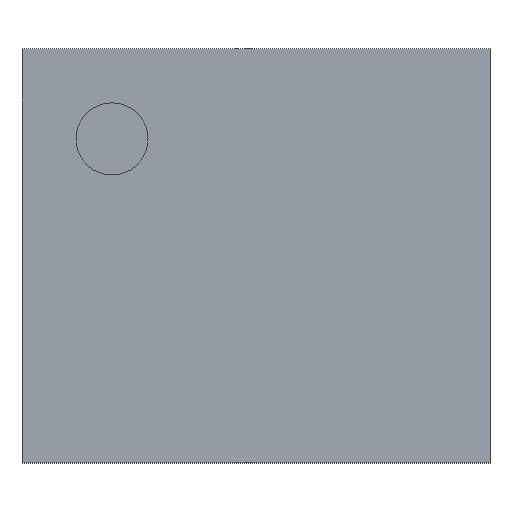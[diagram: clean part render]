
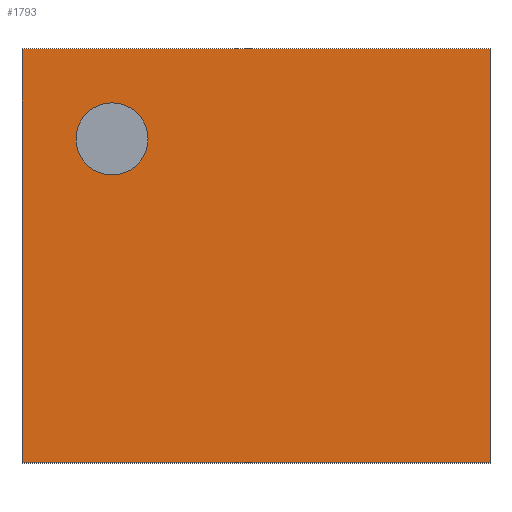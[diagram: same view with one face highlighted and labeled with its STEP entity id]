
A CAD part, top view. The second image highlights one B-rep face of the part: STEP entity #1793.
In plain terms, the highlighted planar face has unit normal (0, 0, 1).
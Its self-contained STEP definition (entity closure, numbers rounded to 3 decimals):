
#779=CARTESIAN_POINT('',(-0.6,0.65,0.8));
#780=VERTEX_POINT('',#779);
#789=CARTESIAN_POINT('',(-1.0,0.65,0.8));
#790=VERTEX_POINT('',#789);
#791=CARTESIAN_POINT('',(-0.8,0.65,0.8));
#792=DIRECTION('',(0.0,0.0,-1.0));
#793=DIRECTION('',(1.0,0.0,0.0));
#794=AXIS2_PLACEMENT_3D('',#791,#792,#793);
#795=CIRCLE('',#794,0.2);
#796=EDGE_CURVE('',#790,#780,#795,.T.);
#1546=CARTESIAN_POINT('',(-1.3,-1.15,0.8));
#1547=VERTEX_POINT('',#1546);
#1554=CARTESIAN_POINT('',(-1.3,1.15,0.8));
#1555=VERTEX_POINT('',#1554);
#1556=CARTESIAN_POINT('',(-1.3,-1.15,0.8));
#1557=DIRECTION('',(0.0,1.0,0.0));
#1558=VECTOR('',#1557,2.3);
#1559=LINE('',#1556,#1558);
#1560=EDGE_CURVE('',#1547,#1555,#1559,.T.);
#1681=CARTESIAN_POINT('',(-0.8,0.65,0.8));
#1682=DIRECTION('',(0.0,0.0,-1.0));
#1683=DIRECTION('',(1.0,0.0,0.0));
#1684=AXIS2_PLACEMENT_3D('',#1681,#1682,#1683);
#1685=CIRCLE('',#1684,0.2);
#1686=EDGE_CURVE('',#780,#790,#1685,.T.);
#1706=CARTESIAN_POINT('',(1.3,1.15,0.8));
#1707=VERTEX_POINT('',#1706);
#1708=CARTESIAN_POINT('',(-1.3,1.15,0.8));
#1709=DIRECTION('',(1.0,0.0,0.0));
#1710=VECTOR('',#1709,2.6);
#1711=LINE('',#1708,#1710);
#1712=EDGE_CURVE('',#1555,#1707,#1711,.T.);
#1733=CARTESIAN_POINT('',(1.3,-1.15,0.8));
#1734=VERTEX_POINT('',#1733);
#1735=CARTESIAN_POINT('',(1.3,1.15,0.8));
#1736=DIRECTION('',(0.0,-1.0,0.0));
#1737=VECTOR('',#1736,2.3);
#1738=LINE('',#1735,#1737);
#1739=EDGE_CURVE('',#1707,#1734,#1738,.T.);
#1766=CARTESIAN_POINT('',(1.3,-1.15,0.8));
#1767=DIRECTION('',(-1.0,0.0,0.0));
#1768=VECTOR('',#1767,2.6);
#1769=LINE('',#1766,#1768);
#1770=EDGE_CURVE('',#1734,#1547,#1769,.T.);
#1778=CARTESIAN_POINT('',(0.0,0.0,0.8));
#1779=DIRECTION('',(0.0,0.0,1.0));
#1780=DIRECTION('',(1.0,0.0,0.0));
#1781=AXIS2_PLACEMENT_3D('',#1778,#1779,#1780);
#1782=PLANE('',#1781);
#1783=ORIENTED_EDGE('',*,*,#1560,.F.);
#1784=ORIENTED_EDGE('',*,*,#1770,.F.);
#1785=ORIENTED_EDGE('',*,*,#1739,.F.);
#1786=ORIENTED_EDGE('',*,*,#1712,.F.);
#1787=EDGE_LOOP('',(#1783,#1784,#1785,#1786));
#1788=FACE_OUTER_BOUND('',#1787,.T.);
#1789=ORIENTED_EDGE('',*,*,#1686,.T.);
#1790=ORIENTED_EDGE('',*,*,#796,.T.);
#1791=EDGE_LOOP('',(#1789,#1790));
#1792=FACE_BOUND('',#1791,.T.);
#1793=ADVANCED_FACE('',(#1788,#1792),#1782,.T.);
